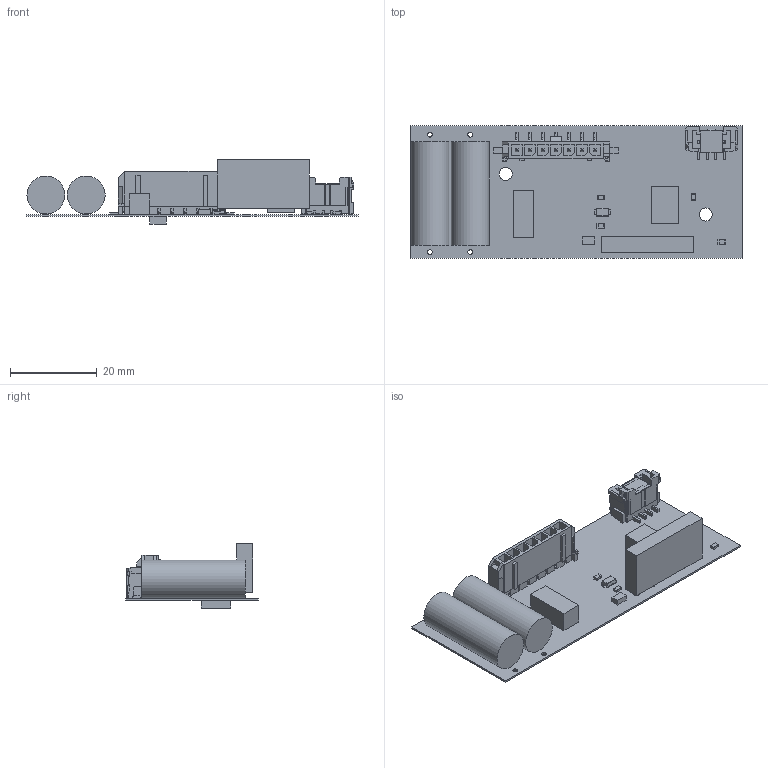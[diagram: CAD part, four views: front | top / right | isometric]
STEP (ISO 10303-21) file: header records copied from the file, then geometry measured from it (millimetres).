
FILE_DESCRIPTION(('Open CASCADE Model'),'2;1');
FILE_NAME('Open CASCADE Shape Model','2019-03-05T22:39:27',('Author'),( 'Open CASCADE'),'Open CASCADE STEP processor 6.8','Open CASCADE 6.8' ,'Unknown');
FILE_SCHEMA(('AUTOMOTIVE_DESIGN { 1 0 10303 214 1 1 1 1 }'));
Length unit declared in the file: millimetre
Products named in the file (1): PCB
Bounding box: 76.33 x 30.35 x 14.81 mm (x, y, z)
Volume: 6097.5 mm3; surface area: 9812.6 mm2
Topology: 27 solids, 27 shells, 891 faces, 2386 edges, 1614 vertices
Faces by surface type: plane 801, cylinder 78, sphere 8, bspline 4
Full cylindrical faces by diameter (mm): 0.9 x2, 1.1 x4, 1.2 x2, 3 x2, 8.7 x2
Entity records: 27743 total; most frequent: CARTESIAN_POINT 5260, ORIENTED_EDGE 4632, DIRECTION 4306, EDGE_CURVE 2316, LINE 2194, VECTOR 2194, VERTEX_POINT 1490, AXIS2_PLACEMENT_3D 1056
